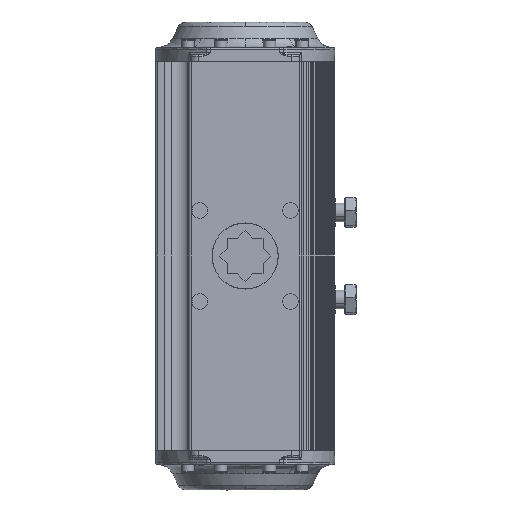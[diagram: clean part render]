
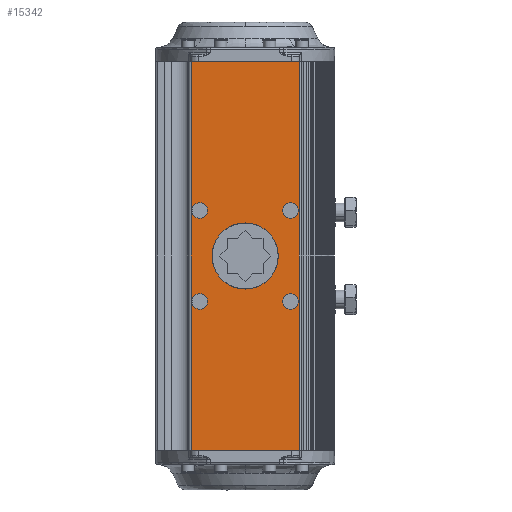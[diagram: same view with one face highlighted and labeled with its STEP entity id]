
A CAD part, front view. The second image highlights one B-rep face of the part: STEP entity #15342.
In plain terms, the highlighted planar face has unit normal (0, -1, 0).
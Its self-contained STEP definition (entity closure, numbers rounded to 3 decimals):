
#194 = VERTEX_POINT ( 'NONE', #14327 ) ;
#242 = VERTEX_POINT ( 'NONE', #14414 ) ;
#395 = FACE_BOUND ( 'NONE', #5560, .T. ) ;
#544 = AXIS2_PLACEMENT_3D ( 'NONE', #10886, #12751, #20122 ) ;
#787 = LINE ( 'NONE', #15871, #4489 ) ;
#952 = LINE ( 'NONE', #6138, #19943 ) ;
#984 = DIRECTION ( 'NONE',  ( 0., -1., 0. ) ) ;
#1221 = CARTESIAN_POINT ( 'NONE',  ( 1685.339, 1116.359, 500. ) ) ;
#1300 = EDGE_LOOP ( 'NONE', ( #5398, #4001 ) ) ;
#1438 = AXIS2_PLACEMENT_3D ( 'NONE', #12763, #20135, #16287 ) ;
#1477 = CARTESIAN_POINT ( 'NONE',  ( 1696.503, 1116.359, 308.336 ) ) ;
#1652 = LINE ( 'NONE', #6589, #16906 ) ;
#1720 = CIRCLE ( 'NONE', #4469, 42.5 ) ;
#1849 = VECTOR ( 'NONE', #13904, 1000. ) ;
#2088 = AXIS2_PLACEMENT_3D ( 'NONE', #1477, #6741, #19721 ) ;
#2169 = DIRECTION ( 'NONE',  ( 0., -1., 0. ) ) ;
#2176 = EDGE_LOOP ( 'NONE', ( #15858, #14534 ) ) ;
#2403 = FACE_BOUND ( 'NONE', #20192, .T. ) ;
#2621 = CARTESIAN_POINT ( 'NONE',  ( 0., 1116.359, 500. ) ) ;
#2769 = DIRECTION ( 'NONE',  ( 0., -1., 0. ) ) ;
#3173 = VERTEX_POINT ( 'NONE', #11434 ) ;
#3194 = AXIS2_PLACEMENT_3D ( 'NONE', #17889, #6620, #21625 ) ;
#3229 = CARTESIAN_POINT ( 'NONE',  ( 1706.503, 1116.359, 191.664 ) ) ;
#3965 = ORIENTED_EDGE ( 'NONE', *, *, #6351, .T. ) ;
#4001 = ORIENTED_EDGE ( 'NONE', *, *, #18485, .F. ) ;
#4003 = ORIENTED_EDGE ( 'NONE', *, *, #11809, .F. ) ;
#4338 = CARTESIAN_POINT ( 'NONE',  ( 1686.503, 1116.359, 308.336 ) ) ;
#4469 = AXIS2_PLACEMENT_3D ( 'NONE', #19557, #21018, #11845 ) ;
#4489 = VECTOR ( 'NONE', #23092, 1000. ) ;
#4542 = CIRCLE ( 'NONE', #1438, 10. ) ;
#4743 = DIRECTION ( 'NONE',  ( 1., 0., 0. ) ) ;
#5086 = PLANE ( 'NONE',  #3194 ) ;
#5280 = AXIS2_PLACEMENT_3D ( 'NONE', #10332, #2769, #15669 ) ;
#5398 = ORIENTED_EDGE ( 'NONE', *, *, #10429, .F. ) ;
#5514 = CARTESIAN_POINT ( 'NONE',  ( 1813.176, 1116.359, 191.664 ) ) ;
#5560 = EDGE_LOOP ( 'NONE', ( #4003, #11681 ) ) ;
#5577 = CARTESIAN_POINT ( 'NONE',  ( 1797.339, 1116.359, 250. ) ) ;
#5902 = EDGE_CURVE ( 'NONE', #13901, #242, #21147, .T. ) ;
#6138 = CARTESIAN_POINT ( 'NONE',  ( 1685.339, 1116.359, 500. ) ) ;
#6351 = EDGE_CURVE ( 'NONE', #14399, #6860, #6715, .T. ) ;
#6444 = CARTESIAN_POINT ( 'NONE',  ( 1803.176, 1116.359, 191.664 ) ) ;
#6589 = CARTESIAN_POINT ( 'NONE',  ( 0., 1116.359, 0. ) ) ;
#6620 = DIRECTION ( 'NONE',  ( 0., -1., 0. ) ) ;
#6715 = LINE ( 'NONE', #2621, #1849 ) ;
#6741 = DIRECTION ( 'NONE',  ( 0., -1., 0. ) ) ;
#6860 = VERTEX_POINT ( 'NONE', #1221 ) ;
#6976 = EDGE_CURVE ( 'NONE', #194, #20567, #16226, .T. ) ;
#7366 = DIRECTION ( 'NONE',  ( 1., 0., 0. ) ) ;
#7400 = EDGE_CURVE ( 'NONE', #6860, #17943, #952, .T. ) ;
#7510 = ORIENTED_EDGE ( 'NONE', *, *, #12223, .F. ) ;
#8468 = ORIENTED_EDGE ( 'NONE', *, *, #8566, .F. ) ;
#8566 = EDGE_CURVE ( 'NONE', #14707, #19871, #12397, .T. ) ;
#8958 = ORIENTED_EDGE ( 'NONE', *, *, #10818, .F. ) ;
#9171 = EDGE_CURVE ( 'NONE', #19871, #14707, #1720, .T. ) ;
#9535 = ORIENTED_EDGE ( 'NONE', *, *, #19968, .F. ) ;
#9736 = CARTESIAN_POINT ( 'NONE',  ( 1824.339, 1116.359, 500. ) ) ;
#10332 = CARTESIAN_POINT ( 'NONE',  ( 1696.503, 1116.359, 308.336 ) ) ;
#10366 = AXIS2_PLACEMENT_3D ( 'NONE', #20673, #2169, #11653 ) ;
#10429 = EDGE_CURVE ( 'NONE', #15787, #14131, #4542, .T. ) ;
#10549 = DIRECTION ( 'NONE',  ( -1., 0., 0. ) ) ;
#10578 = CARTESIAN_POINT ( 'NONE',  ( 1686.503, 1116.359, 191.664 ) ) ;
#10818 = EDGE_CURVE ( 'NONE', #15517, #17943, #1652, .T. ) ;
#10828 = ORIENTED_EDGE ( 'NONE', *, *, #9171, .F. ) ;
#10886 = CARTESIAN_POINT ( 'NONE',  ( 1813.176, 1116.359, 308.336 ) ) ;
#11434 = CARTESIAN_POINT ( 'NONE',  ( 1706.503, 1116.359, 308.336 ) ) ;
#11588 = EDGE_LOOP ( 'NONE', ( #8468, #10828 ) ) ;
#11653 = DIRECTION ( 'NONE',  ( 1., 0., 0. ) ) ;
#11681 = ORIENTED_EDGE ( 'NONE', *, *, #19760, .F. ) ;
#11809 = EDGE_CURVE ( 'NONE', #3173, #14489, #12863, .T. ) ;
#11826 = DIRECTION ( 'NONE',  ( 0., -1., 0. ) ) ;
#11845 = DIRECTION ( 'NONE',  ( 1., 0., 0. ) ) ;
#11896 = FACE_BOUND ( 'NONE', #2176, .T. ) ;
#11939 = CARTESIAN_POINT ( 'NONE',  ( 1754.839, 1116.359, 250. ) ) ;
#12223 = EDGE_CURVE ( 'NONE', #14399, #15517, #787, .T. ) ;
#12397 = CIRCLE ( 'NONE', #14148, 42.5 ) ;
#12464 = EDGE_LOOP ( 'NONE', ( #8958, #7510, #3965, #15838 ) ) ;
#12751 = DIRECTION ( 'NONE',  ( 0., -1., 0. ) ) ;
#12763 = CARTESIAN_POINT ( 'NONE',  ( 1696.503, 1116.359, 191.664 ) ) ;
#12863 = CIRCLE ( 'NONE', #5280, 10. ) ;
#13167 = AXIS2_PLACEMENT_3D ( 'NONE', #5514, #23641, #7366 ) ;
#13319 = CARTESIAN_POINT ( 'NONE',  ( 1824.339, 1116.359, 0. ) ) ;
#13765 = CARTESIAN_POINT ( 'NONE',  ( 1696.503, 1116.359, 191.664 ) ) ;
#13901 = VERTEX_POINT ( 'NONE', #6444 ) ;
#13904 = DIRECTION ( 'NONE',  ( -1., 0., 0. ) ) ;
#13911 = DIRECTION ( 'NONE',  ( 0., -1., 0. ) ) ;
#14131 = VERTEX_POINT ( 'NONE', #10578 ) ;
#14148 = AXIS2_PLACEMENT_3D ( 'NONE', #11939, #13911, #22876 ) ;
#14239 = FACE_BOUND ( 'NONE', #1300, .T. ) ;
#14327 = CARTESIAN_POINT ( 'NONE',  ( 1803.176, 1116.359, 308.336 ) ) ;
#14366 = CIRCLE ( 'NONE', #23636, 10. ) ;
#14399 = VERTEX_POINT ( 'NONE', #9736 ) ;
#14414 = CARTESIAN_POINT ( 'NONE',  ( 1823.176, 1116.359, 191.664 ) ) ;
#14489 = VERTEX_POINT ( 'NONE', #4338 ) ;
#14534 = ORIENTED_EDGE ( 'NONE', *, *, #5902, .F. ) ;
#14707 = VERTEX_POINT ( 'NONE', #5577 ) ;
#15195 = AXIS2_PLACEMENT_3D ( 'NONE', #19326, #984, #4743 ) ;
#15342 = ADVANCED_FACE ( 'NONE', ( #11896, #14239, #395, #2403, #19382, #17075 ), #5086, .T. ) ;
#15517 = VERTEX_POINT ( 'NONE', #13319 ) ;
#15669 = DIRECTION ( 'NONE',  ( 1., 0., 0. ) ) ;
#15695 = DIRECTION ( 'NONE',  ( 1., 0., 0. ) ) ;
#15787 = VERTEX_POINT ( 'NONE', #3229 ) ;
#15838 = ORIENTED_EDGE ( 'NONE', *, *, #7400, .T. ) ;
#15858 = ORIENTED_EDGE ( 'NONE', *, *, #18378, .F. ) ;
#15871 = CARTESIAN_POINT ( 'NONE',  ( 1824.339, 1116.359, 500. ) ) ;
#16226 = CIRCLE ( 'NONE', #15195, 10. ) ;
#16287 = DIRECTION ( 'NONE',  ( 1., 0., 0. ) ) ;
#16304 = CIRCLE ( 'NONE', #544, 10. ) ;
#16603 = CIRCLE ( 'NONE', #2088, 10. ) ;
#16650 = CIRCLE ( 'NONE', #10366, 10. ) ;
#16906 = VECTOR ( 'NONE', #10549, 1000. ) ;
#17075 = FACE_OUTER_BOUND ( 'NONE', #12464, .T. ) ;
#17889 = CARTESIAN_POINT ( 'NONE',  ( 0., 1116.359, 500. ) ) ;
#17943 = VERTEX_POINT ( 'NONE', #20850 ) ;
#18378 = EDGE_CURVE ( 'NONE', #242, #13901, #16650, .T. ) ;
#18485 = EDGE_CURVE ( 'NONE', #14131, #15787, #14366, .T. ) ;
#18497 = CARTESIAN_POINT ( 'NONE',  ( 1712.339, 1116.359, 250. ) ) ;
#19147 = ORIENTED_EDGE ( 'NONE', *, *, #6976, .F. ) ;
#19326 = CARTESIAN_POINT ( 'NONE',  ( 1813.176, 1116.359, 308.336 ) ) ;
#19382 = FACE_BOUND ( 'NONE', #11588, .T. ) ;
#19557 = CARTESIAN_POINT ( 'NONE',  ( 1754.839, 1116.359, 250. ) ) ;
#19721 = DIRECTION ( 'NONE',  ( 1., 0., 0. ) ) ;
#19760 = EDGE_CURVE ( 'NONE', #14489, #3173, #16603, .T. ) ;
#19871 = VERTEX_POINT ( 'NONE', #18497 ) ;
#19943 = VECTOR ( 'NONE', #20908, 1000. ) ;
#19968 = EDGE_CURVE ( 'NONE', #20567, #194, #16304, .T. ) ;
#20122 = DIRECTION ( 'NONE',  ( 1., 0., 0. ) ) ;
#20135 = DIRECTION ( 'NONE',  ( 0., -1., 0. ) ) ;
#20192 = EDGE_LOOP ( 'NONE', ( #9535, #19147 ) ) ;
#20488 = CARTESIAN_POINT ( 'NONE',  ( 1823.176, 1116.359, 308.336 ) ) ;
#20567 = VERTEX_POINT ( 'NONE', #20488 ) ;
#20673 = CARTESIAN_POINT ( 'NONE',  ( 1813.176, 1116.359, 191.664 ) ) ;
#20850 = CARTESIAN_POINT ( 'NONE',  ( 1685.339, 1116.359, 0. ) ) ;
#20908 = DIRECTION ( 'NONE',  ( 0., 0., -1. ) ) ;
#21018 = DIRECTION ( 'NONE',  ( 0., -1., 0. ) ) ;
#21147 = CIRCLE ( 'NONE', #13167, 10. ) ;
#21625 = DIRECTION ( 'NONE',  ( 1., 0., 0. ) ) ;
#22876 = DIRECTION ( 'NONE',  ( 1., 0., 0. ) ) ;
#23092 = DIRECTION ( 'NONE',  ( 0., 0., -1. ) ) ;
#23636 = AXIS2_PLACEMENT_3D ( 'NONE', #13765, #11826, #15695 ) ;
#23641 = DIRECTION ( 'NONE',  ( 0., -1., 0. ) ) ;
